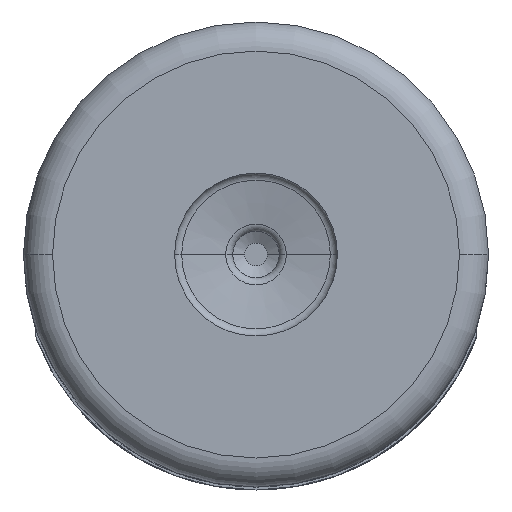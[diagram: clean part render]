
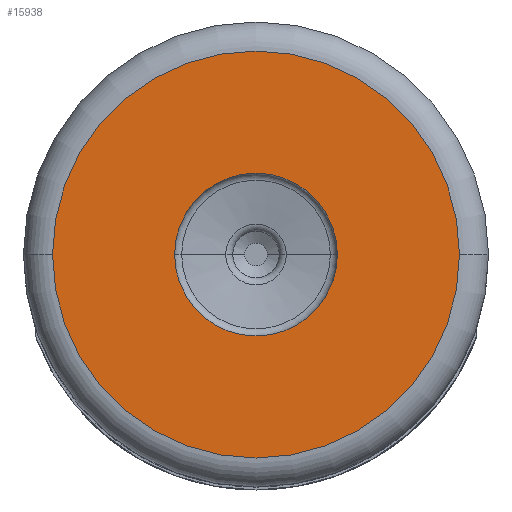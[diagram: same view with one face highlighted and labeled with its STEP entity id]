
A CAD part, front view. The second image highlights one B-rep face of the part: STEP entity #15938.
In plain terms, the highlighted planar face has unit normal (0, -1, 0).
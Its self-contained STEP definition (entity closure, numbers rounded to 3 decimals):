
#2268=CARTESIAN_POINT('',(0.,-4.,0.));
#2269=DIRECTION('',(0.,-1.,0.));
#2270=DIRECTION('',(1.,0.,0.));
#2271=AXIS2_PLACEMENT_3D('',#2268,#2269,#2270);
#2283=CARTESIAN_POINT('',(0.,-4.,0.));
#2284=DIRECTION('',(0.,-1.,0.));
#2285=DIRECTION('',(-1.,0.,0.));
#2286=AXIS2_PLACEMENT_3D('',#2283,#2284,#2285);
#2288=CARTESIAN_POINT('',(0.,-4.,0.));
#2289=DIRECTION('',(0.,-1.,0.));
#2290=DIRECTION('',(1.,0.,0.));
#2291=AXIS2_PLACEMENT_3D('',#2288,#2289,#2290);
#2293=CARTESIAN_POINT('',(0.,-4.,0.));
#2294=DIRECTION('',(0.,-1.,0.));
#2295=DIRECTION('',(-1.,0.,0.));
#2296=AXIS2_PLACEMENT_3D('',#2293,#2294,#2295);
#13666=CARTESIAN_POINT('',(-1.4,-4.,0.));
#13667=CARTESIAN_POINT('',(1.4,-4.,0.));
#13668=VERTEX_POINT('',#13666);
#13669=VERTEX_POINT('',#13667);
#13670=CARTESIAN_POINT('',(3.5,-4.,0.));
#13671=CARTESIAN_POINT('',(-3.5,-4.,0.));
#13672=VERTEX_POINT('',#13670);
#13673=VERTEX_POINT('',#13671);
#15922=CARTESIAN_POINT('',(0.,-4.,0.));
#15923=DIRECTION('',(0.,1.,0.));
#15924=DIRECTION('',(1.,0.,0.));
#15925=AXIS2_PLACEMENT_3D('',#15922,#15923,#15924);
#15926=PLANE('',#15925);
#15927=ORIENTED_EDGE('',*,*,#15912,.F.);
#15929=ORIENTED_EDGE('',*,*,#15928,.F.);
#15930=EDGE_LOOP('',(#15927,#15929));
#15931=FACE_OUTER_BOUND('',#15930,.F.);
#15933=ORIENTED_EDGE('',*,*,#15932,.T.);
#15935=ORIENTED_EDGE('',*,*,#15934,.T.);
#15936=EDGE_LOOP('',(#15933,#15935));
#15937=FACE_BOUND('',#15936,.F.);
#15938=ADVANCED_FACE('',(#15931,#15937),#15926,.F.);
#2272=CIRCLE('',#2271,3.5);
#2287=CIRCLE('',#2286,1.4);
#2292=CIRCLE('',#2291,1.4);
#2297=CIRCLE('',#2296,3.5);
#15912=EDGE_CURVE('',#13672,#13673,#2272,.T.);
#15928=EDGE_CURVE('',#13673,#13672,#2297,.T.);
#15932=EDGE_CURVE('',#13668,#13669,#2287,.T.);
#15934=EDGE_CURVE('',#13669,#13668,#2292,.T.);
